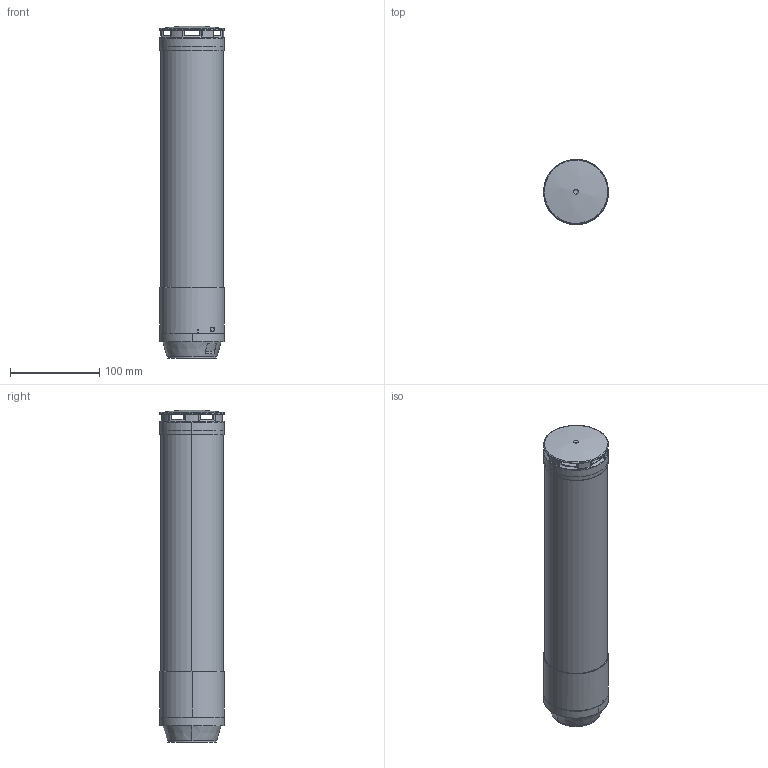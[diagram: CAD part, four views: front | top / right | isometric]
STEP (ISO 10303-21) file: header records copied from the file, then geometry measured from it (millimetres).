
FILE_DESCRIPTION (( 'STEP AP203' ), '1' );
FILE_NAME ('65760055.step', '2023-02-15T20:37:34', ( '' ), ( '' ), 'SwSTEP 2.0', 'SolidWorks 2021', '' );
FILE_SCHEMA (( 'CONFIG_CONTROL_DESIGN' ));
Length unit declared in the file: inch
Products named in the file (1): 65760055
Bounding box: 72.5 x 72.5 x 371.38 mm (x, y, z)
Volume: 1388409.9 mm3; surface area: 100605 mm2
Topology: 1 solids, 1 shells, 409 faces, 1083 edges, 694 vertices
Faces by surface type: plane 133, cylinder 126, bspline 102, cone 48
Entity records: 17079 total; most frequent: CARTESIAN_POINT 7643, ORIENTED_EDGE 2134, DIRECTION 1697, EDGE_CURVE 1067, VERTEX_POINT 694, AXIS2_PLACEMENT_3D 670, EDGE_LOOP 459, ADVANCED_FACE 409
